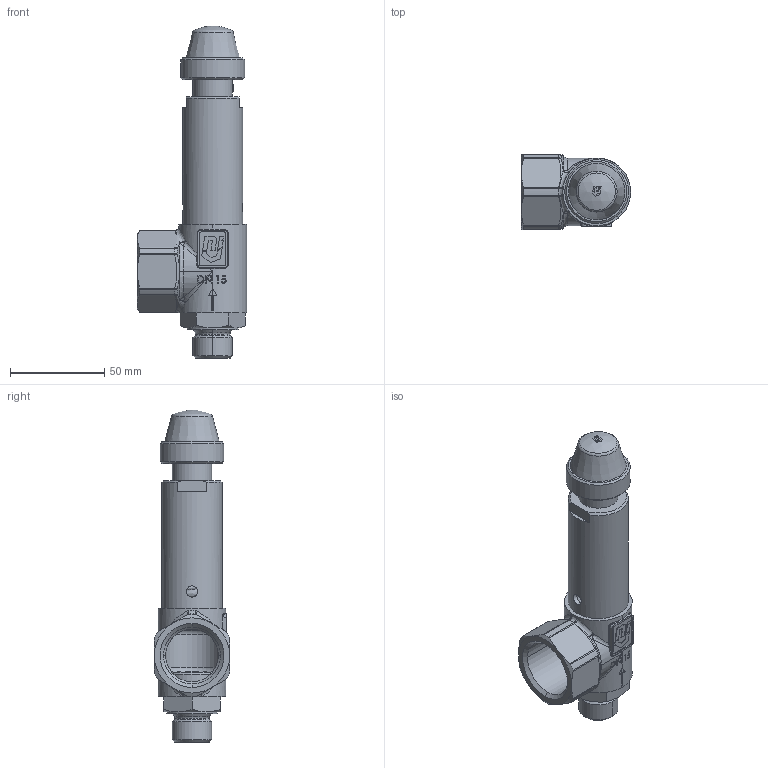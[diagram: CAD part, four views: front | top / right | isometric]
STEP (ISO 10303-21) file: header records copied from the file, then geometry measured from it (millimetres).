
FILE_DESCRIPTION(('HOOPS Exchange Step'),'2;1');
FILE_NAME('SV04-08-06-10-DN15-AG.stp','2026-01-23T09:27:59+01:00',('nieru'),('Unknown organisation'),'HOOPS Exchange 2024.2','HOOPS Exchange','Unknown authorisation');
FILE_SCHEMA( ('AP203_CONFIGURATION_CONTROLLED_3D_DESIGN_OF_MECHANICAL_PARTS_AND_ASSEMBLIES_MIM_LF') );
Length unit declared in the file: millimetre
Products named in the file (2): 0; root
Assembly tree (1 placements, depth 2):
  root
    0
Bounding box: 58 x 40 x 176.5 mm (x, y, z)
Volume: 79082.1 mm3; surface area: 51147.7 mm2
Topology: 7 solids, 7 shells, 498 faces, 1265 edges, 794 vertices
Faces by surface type: plane 160, bspline 129, cylinder 99, cone 63, torus 30, sphere 17
Full cylindrical faces by diameter (mm): 5 x1, 5.029 x1, 6 x2, 10 x1, 16 x1, 19.376 x1, 21 x2, 27 x1, 32 x1, 34 x1
Entity records: 26534 total; most frequent: CARTESIAN_POINT 15716, ORIENTED_EDGE 2486, DIRECTION 1801, EDGE_CURVE 1243, VERTEX_POINT 794, AXIS2_PLACEMENT_3D 704, EDGE_LOOP 549, FACE_BOUND 549
